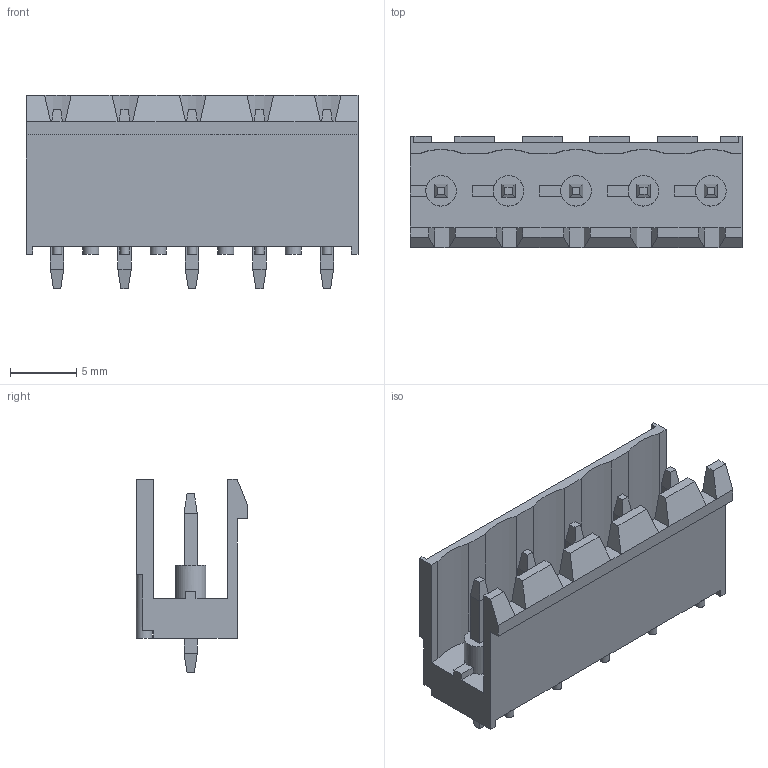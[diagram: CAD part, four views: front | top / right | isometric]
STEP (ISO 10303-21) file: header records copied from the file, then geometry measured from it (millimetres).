
FILE_DESCRIPTION( ( 'Unknown' ), '1' );
FILE_NAME( '691701500005B.stp', 'Unknown', ( 'Quentin LAIDEBEUR' ), ( 'WE' ), 'PSStep 15.0.49', 'Sample-box', ' ' );
FILE_SCHEMA( ( 'AUTOMOTIVE_DESIGN { 1 0 10303 214 1 1 1 1 }' ) );
Length unit declared in the file: millimetre
Products named in the file (3): Assem1; 05; 6917015000xxB_PIN
Assembly tree (6 placements, depth 2):
  Assem1
    05
    6917015000xxB_PIN  x5
Bounding box: 25 x 8.4 x 14.6 mm (x, y, z)
Volume: 713.6 mm3; surface area: 2240.6 mm2
Topology: 6 solids, 6 shells, 278 faces, 716 edges, 454 vertices
Faces by surface type: plane 259, cylinder 19
Full cylindrical faces by diameter (mm): 0.7 x5, 1.2 x4, 2.3 x5
Entity records: 8550 total; most frequent: CARTESIAN_POINT 1181, ORIENTED_EDGE 1152, DIRECTION 1094, EDGE_CURVE 576, LINE 516, VECTOR 516, VERTEX_POINT 376, AXIS2_PLACEMENT_3D 289
